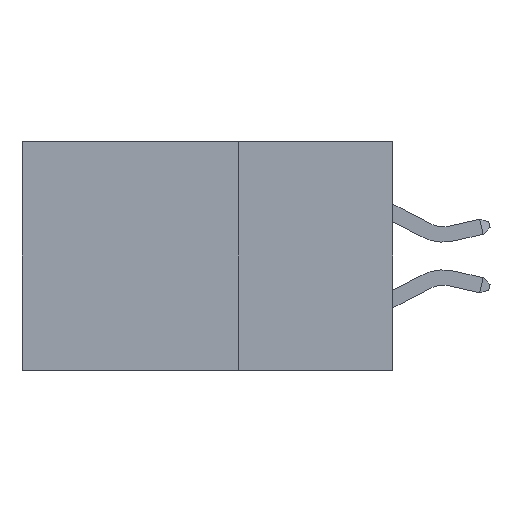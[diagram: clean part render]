
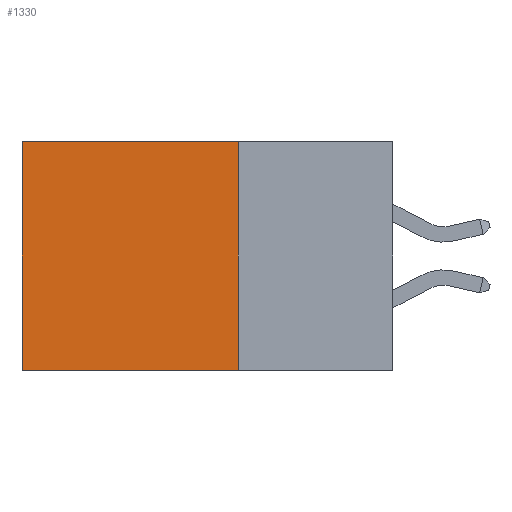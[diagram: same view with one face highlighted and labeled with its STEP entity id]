
A CAD part, left-side view. The second image highlights one B-rep face of the part: STEP entity #1330.
In plain terms, the highlighted planar face has unit normal (-1, 0, 0).
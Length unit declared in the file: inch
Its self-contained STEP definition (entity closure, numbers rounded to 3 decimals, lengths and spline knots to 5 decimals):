
#120 = AXIS2_PLACEMENT_3D ( 'NONE', #9019, #3505, #6397 ) ;
#1127 = VERTEX_POINT ( 'NONE', #5002 ) ;
#1141 = CARTESIAN_POINT ( 'NONE',  ( 0.2875, 0.25, 0. ) ) ;
#1290 = LINE ( 'NONE', #6420, #6643 ) ;
#1330 = ADVANCED_FACE ( 'NONE', ( #9928 ), #6225, .F. ) ;
#1361 = VECTOR ( 'NONE', #3085, 39.37008 ) ;
#1986 = LINE ( 'NONE', #4397, #6552 ) ;
#3040 = ORIENTED_EDGE ( 'NONE', *, *, #5585, .T. ) ;
#3085 = DIRECTION ( 'NONE',  ( 0., 0., -1. ) ) ;
#3104 = ORIENTED_EDGE ( 'NONE', *, *, #8413, .F. ) ;
#3192 = VERTEX_POINT ( 'NONE', #5073 ) ;
#3431 = VERTEX_POINT ( 'NONE', #7105 ) ;
#3505 = DIRECTION ( 'NONE',  ( 1., 0., 0. ) ) ;
#3526 = VERTEX_POINT ( 'NONE', #10456 ) ;
#3783 = CARTESIAN_POINT ( 'NONE',  ( 0.2875, 0.25, 0. ) ) ;
#3985 = EDGE_CURVE ( 'NONE', #3431, #1127, #8594, .T. ) ;
#4397 = CARTESIAN_POINT ( 'NONE',  ( 0.2875, 0.6, 0. ) ) ;
#4704 = DIRECTION ( 'NONE',  ( 0., 1., 0. ) ) ;
#5002 = CARTESIAN_POINT ( 'NONE',  ( 0.2875, 0.25, -0.37 ) ) ;
#5073 = CARTESIAN_POINT ( 'NONE',  ( 0.2875, 0.6, -0.37 ) ) ;
#5457 = DIRECTION ( 'NONE',  ( 0., 1., 0. ) ) ;
#5585 = EDGE_CURVE ( 'NONE', #3431, #3526, #7852, .T. ) ;
#6225 = PLANE ( 'NONE',  #120 ) ;
#6397 = DIRECTION ( 'NONE',  ( 0., 0., -1. ) ) ;
#6420 = CARTESIAN_POINT ( 'NONE',  ( 0.2875, 0.25, -0.37 ) ) ;
#6552 = VECTOR ( 'NONE', #7051, 39.37008 ) ;
#6643 = VECTOR ( 'NONE', #5457, 39.37008 ) ;
#6863 = VECTOR ( 'NONE', #4704, 39.37008 ) ;
#7051 = DIRECTION ( 'NONE',  ( 0., 0., -1. ) ) ;
#7067 = EDGE_CURVE ( 'NONE', #3526, #3192, #1986, .T. ) ;
#7105 = CARTESIAN_POINT ( 'NONE',  ( 0.2875, 0.25, 0. ) ) ;
#7852 = LINE ( 'NONE', #3783, #6863 ) ;
#8413 = EDGE_CURVE ( 'NONE', #1127, #3192, #1290, .T. ) ;
#8594 = LINE ( 'NONE', #1141, #1361 ) ;
#8633 = ORIENTED_EDGE ( 'NONE', *, *, #3985, .F. ) ;
#8813 = EDGE_LOOP ( 'NONE', ( #10691, #3104, #8633, #3040 ) ) ;
#9019 = CARTESIAN_POINT ( 'NONE',  ( 0.2875, 0.25, 0. ) ) ;
#9928 = FACE_OUTER_BOUND ( 'NONE', #8813, .T. ) ;
#10456 = CARTESIAN_POINT ( 'NONE',  ( 0.2875, 0.6, 0. ) ) ;
#10691 = ORIENTED_EDGE ( 'NONE', *, *, #7067, .T. ) ;
